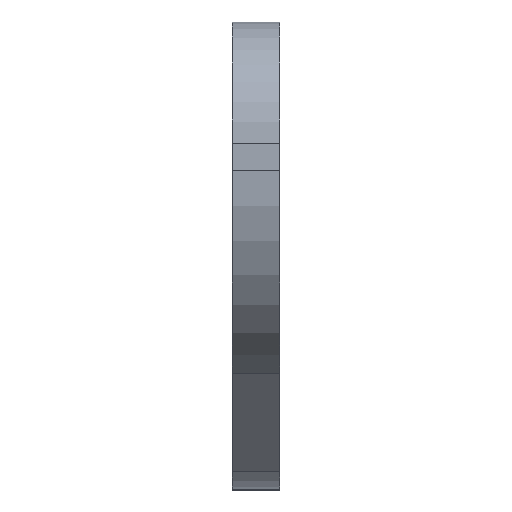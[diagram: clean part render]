
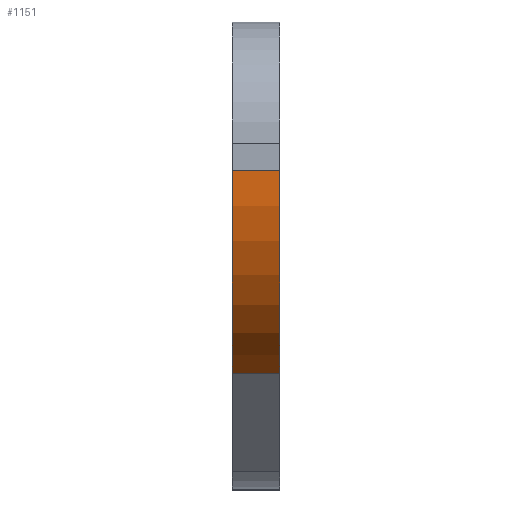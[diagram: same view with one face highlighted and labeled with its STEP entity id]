
A CAD part, top view. The second image highlights one B-rep face of the part: STEP entity #1151.
In plain terms, the highlighted cylindrical face has radius 12 mm (diameter 24 mm), a partial arc.
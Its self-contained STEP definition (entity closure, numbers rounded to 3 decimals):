
#10 = DIRECTION ( 'NONE',  ( -1., 0., 0. ) ) ;
#25 = AXIS2_PLACEMENT_3D ( 'NONE', #1400, #1922, #1044 ) ;
#49 = EDGE_CURVE ( 'NONE', #1104, #113, #424, .T. ) ;
#113 = VERTEX_POINT ( 'NONE', #335 ) ;
#120 = CARTESIAN_POINT ( 'NONE',  ( 0., 4.553, 35.175 ) ) ;
#158 = LINE ( 'NONE', #2097, #1261 ) ;
#184 = AXIS2_PLACEMENT_3D ( 'NONE', #1923, #351, #1070 ) ;
#269 = DIRECTION ( 'NONE',  ( 1., 0., 0. ) ) ;
#335 = CARTESIAN_POINT ( 'NONE',  ( 2.54, -6.323, 28.246 ) ) ;
#351 = DIRECTION ( 'NONE',  ( -1., 0., 0. ) ) ;
#400 = DIRECTION ( 'NONE',  ( -1., 0., 0. ) ) ;
#421 = AXIS2_PLACEMENT_3D ( 'NONE', #1545, #269, #2227 ) ;
#424 = CIRCLE ( 'NONE', #25, 12. ) ;
#739 = VERTEX_POINT ( 'NONE', #120 ) ;
#772 = VECTOR ( 'NONE', #400, 1000. ) ;
#1010 = ORIENTED_EDGE ( 'NONE', *, *, #1688, .T. ) ;
#1027 = EDGE_CURVE ( 'NONE', #739, #1246, #1128, .T. ) ;
#1044 = DIRECTION ( 'NONE',  ( 0., 0., -1. ) ) ;
#1070 = DIRECTION ( 'NONE',  ( 0., 0., 1. ) ) ;
#1082 = CARTESIAN_POINT ( 'NONE',  ( 2.54, 4.553, 35.175 ) ) ;
#1104 = VERTEX_POINT ( 'NONE', #1082 ) ;
#1128 = CIRCLE ( 'NONE', #421, 12. ) ;
#1137 = EDGE_CURVE ( 'NONE', #113, #1246, #158, .T. ) ;
#1151 = ADVANCED_FACE ( 'NONE', ( #1387 ), #1237, .T. ) ;
#1237 = CYLINDRICAL_SURFACE ( 'NONE', #184, 12. ) ;
#1246 = VERTEX_POINT ( 'NONE', #1847 ) ;
#1258 = EDGE_LOOP ( 'NONE', ( #1428, #1439, #2183, #1010 ) ) ;
#1261 = VECTOR ( 'NONE', #10, 1000. ) ;
#1387 = FACE_OUTER_BOUND ( 'NONE', #1258, .T. ) ;
#1400 = CARTESIAN_POINT ( 'NONE',  ( 2.54, 4.553, 23.175 ) ) ;
#1428 = ORIENTED_EDGE ( 'NONE', *, *, #1027, .T. ) ;
#1439 = ORIENTED_EDGE ( 'NONE', *, *, #1137, .F. ) ;
#1545 = CARTESIAN_POINT ( 'NONE',  ( 0., 4.553, 23.175 ) ) ;
#1688 = EDGE_CURVE ( 'NONE', #1104, #739, #2153, .T. ) ;
#1847 = CARTESIAN_POINT ( 'NONE',  ( 0., -6.323, 28.246 ) ) ;
#1922 = DIRECTION ( 'NONE',  ( 1., 0., 0. ) ) ;
#1923 = CARTESIAN_POINT ( 'NONE',  ( 2.54, 4.553, 23.175 ) ) ;
#1971 = CARTESIAN_POINT ( 'NONE',  ( 2.54, 4.553, 35.175 ) ) ;
#2097 = CARTESIAN_POINT ( 'NONE',  ( 2.54, -6.323, 28.246 ) ) ;
#2153 = LINE ( 'NONE', #1971, #772 ) ;
#2183 = ORIENTED_EDGE ( 'NONE', *, *, #49, .F. ) ;
#2227 = DIRECTION ( 'NONE',  ( 0., 0., -1. ) ) ;
